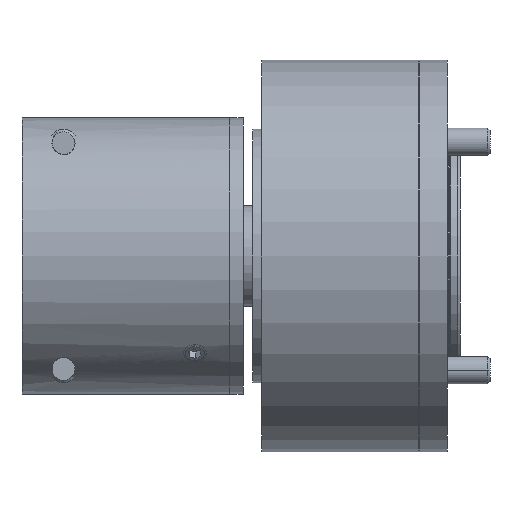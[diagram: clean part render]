
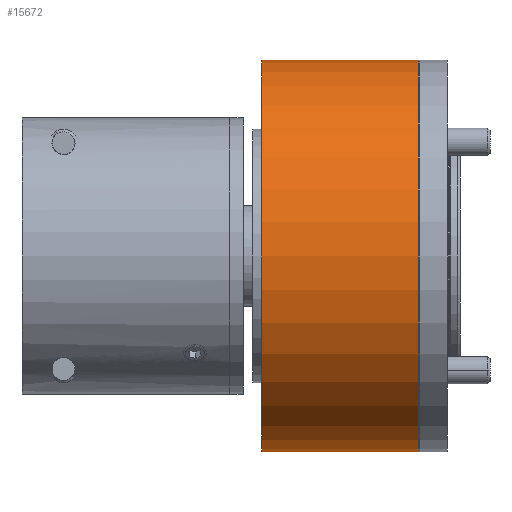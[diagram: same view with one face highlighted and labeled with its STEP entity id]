
A CAD part, front view. The second image highlights one B-rep face of the part: STEP entity #15672.
In plain terms, the highlighted cylindrical face has radius 42.5 mm (diameter 85 mm), a partial arc.
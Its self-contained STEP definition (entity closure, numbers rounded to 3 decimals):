
#21 = DIRECTION ( 'NONE',  ( -1., 0., 0. ) ) ;
#321 = CARTESIAN_POINT ( 'NONE',  ( -39.259, 0., -42.5 ) ) ;
#404 = CARTESIAN_POINT ( 'NONE',  ( 36.8, 0., 0. ) ) ;
#485 = CARTESIAN_POINT ( 'NONE',  ( 36.8, 0., -42.5 ) ) ;
#1202 = ORIENTED_EDGE ( 'NONE', *, *, #9145, .T. ) ;
#1632 = ORIENTED_EDGE ( 'NONE', *, *, #2619, .F. ) ;
#1917 = LINE ( 'NONE', #321, #17354 ) ;
#2619 = EDGE_CURVE ( 'NONE', #9528, #14289, #4632, .T. ) ;
#3026 = CARTESIAN_POINT ( 'NONE',  ( 2.8, 0., -42.5 ) ) ;
#3039 = DIRECTION ( 'NONE',  ( -1., 0., 0. ) ) ;
#3397 = ORIENTED_EDGE ( 'NONE', *, *, #3533, .F. ) ;
#3533 = EDGE_CURVE ( 'NONE', #10661, #9528, #1917, .T. ) ;
#4632 = CIRCLE ( 'NONE', #15315, 42.5 ) ;
#4991 = CIRCLE ( 'NONE', #16770, 42.5 ) ;
#8011 = DIRECTION ( 'NONE',  ( -1., 0., 0. ) ) ;
#8608 = ORIENTED_EDGE ( 'NONE', *, *, #11647, .T. ) ;
#8635 = DIRECTION ( 'NONE',  ( -1., 0., 0. ) ) ;
#8764 = CYLINDRICAL_SURFACE ( 'NONE', #17222, 42.5 ) ;
#9145 = EDGE_CURVE ( 'NONE', #10661, #18953, #4991, .T. ) ;
#9437 = CARTESIAN_POINT ( 'NONE',  ( -39.259, 0., 0. ) ) ;
#9528 = VERTEX_POINT ( 'NONE', #3026 ) ;
#10150 = CARTESIAN_POINT ( 'NONE',  ( 2.8, 0., 0. ) ) ;
#10267 = DIRECTION ( 'NONE',  ( 0., 0., 1. ) ) ;
#10661 = VERTEX_POINT ( 'NONE', #485 ) ;
#10872 = DIRECTION ( 'NONE',  ( 0., 0., 1. ) ) ;
#11647 = EDGE_CURVE ( 'NONE', #18953, #14289, #17322, .T. ) ;
#13205 = CARTESIAN_POINT ( 'NONE',  ( 36.8, 0., 42.5 ) ) ;
#13348 = VECTOR ( 'NONE', #21, 1000. ) ;
#14289 = VERTEX_POINT ( 'NONE', #16127 ) ;
#15315 = AXIS2_PLACEMENT_3D ( 'NONE', #10150, #8635, #10267 ) ;
#15672 = ADVANCED_FACE ( 'NONE', ( #16673 ), #8764, .T. ) ;
#16125 = EDGE_LOOP ( 'NONE', ( #3397, #1202, #8608, #1632 ) ) ;
#16127 = CARTESIAN_POINT ( 'NONE',  ( 2.8, 0., 42.5 ) ) ;
#16232 = CARTESIAN_POINT ( 'NONE',  ( -39.259, 0., 42.5 ) ) ;
#16673 = FACE_OUTER_BOUND ( 'NONE', #16125, .T. ) ;
#16770 = AXIS2_PLACEMENT_3D ( 'NONE', #404, #8011, #18458 ) ;
#17222 = AXIS2_PLACEMENT_3D ( 'NONE', #9437, #18253, #10872 ) ;
#17322 = LINE ( 'NONE', #16232, #13348 ) ;
#17354 = VECTOR ( 'NONE', #3039, 1000. ) ;
#18253 = DIRECTION ( 'NONE',  ( -1., 0., 0. ) ) ;
#18458 = DIRECTION ( 'NONE',  ( 0., 0., 1. ) ) ;
#18953 = VERTEX_POINT ( 'NONE', #13205 ) ;
